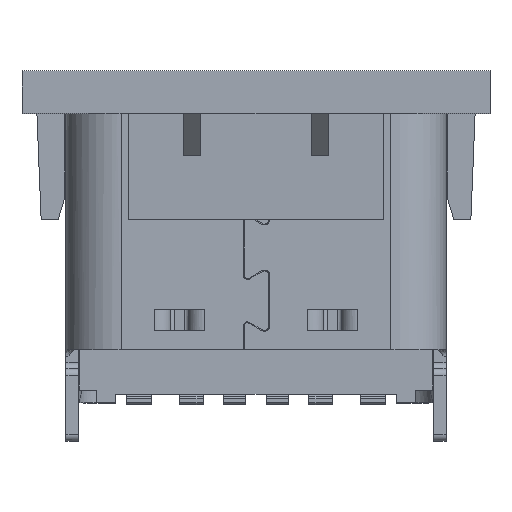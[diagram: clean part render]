
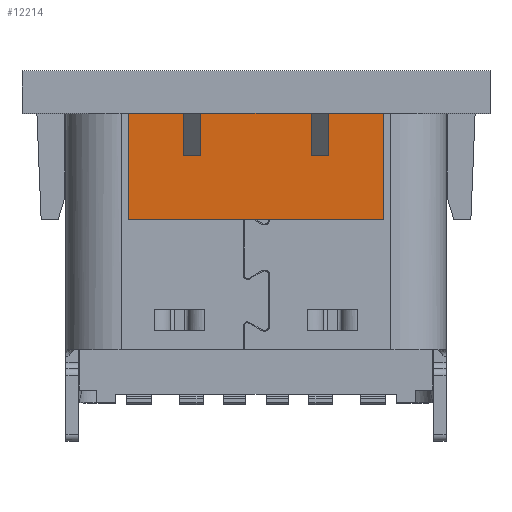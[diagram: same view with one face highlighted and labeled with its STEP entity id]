
A CAD part, top view. The second image highlights one B-rep face of the part: STEP entity #12214.
In plain terms, the highlighted free-form (B-spline) face has degree [1, 1] with [2, 2] control points.
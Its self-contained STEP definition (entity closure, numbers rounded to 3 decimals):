
#44 = CARTESIAN_POINT ( 'NONE',  ( 1.7, 2.217, -0.333 ) ) ;
#427 = CARTESIAN_POINT ( 'NONE',  ( -3., 2.23, 0. ) ) ;
#501 = EDGE_CURVE ( 'NONE', #12518, #16526, #6702, .T. ) ;
#645 = CARTESIAN_POINT ( 'NONE',  ( -1.3, 2.217, -0.333 ) ) ;
#1146 = VERTEX_POINT ( 'NONE', #1372 ) ;
#1261 = CARTESIAN_POINT ( 'NONE',  ( 3., 2.13, -2.5 ) ) ;
#1340 = ORIENTED_EDGE ( 'NONE', *, *, #13376, .F. ) ;
#1372 = CARTESIAN_POINT ( 'NONE',  ( 3., 2.23, 0. ) ) ;
#1568 = EDGE_CURVE ( 'NONE', #15779, #11502, #6939, .T. ) ;
#1649 = B_SPLINE_CURVE_WITH_KNOTS ( 'NONE', 3,
 ( #3584, #18369, #16865, #5318 ),
 .UNSPECIFIED., .F., .F.,
 ( 4, 4 ),
 ( 0., 1. ),
 .UNSPECIFIED. ) ;
#2273 = CARTESIAN_POINT ( 'NONE',  ( 3., 2.13, -2.5 ) ) ;
#2594 = EDGE_LOOP ( 'NONE', ( #17803, #7780, #15586, #1340, #6741, #17047, #18590, #4632, #18995, #17850, #9724, #16732 ) ) ;
#2683 = VERTEX_POINT ( 'NONE', #2789 ) ;
#2686 = EDGE_CURVE ( 'NONE', #10901, #7274, #20703, .T. ) ;
#2789 = CARTESIAN_POINT ( 'NONE',  ( -1.7, 2.23, 0. ) ) ;
#3039 = CARTESIAN_POINT ( 'NONE',  ( -1.7, 2.19, -1. ) ) ;
#3402 = CARTESIAN_POINT ( 'NONE',  ( 1.7, 2.203, -0.667 ) ) ;
#3584 = CARTESIAN_POINT ( 'NONE',  ( -1.7, 2.19, -1. ) ) ;
#3682 = CARTESIAN_POINT ( 'NONE',  ( 1.3, 2.19, -1. ) ) ;
#3722 = CARTESIAN_POINT ( 'NONE',  ( -3., 2.13, -2.5 ) ) ;
#3903 = B_SPLINE_CURVE_WITH_KNOTS ( 'NONE', 3,
 ( #9918, #16675, #6655, #19815 ),
 .UNSPECIFIED., .F., .F.,
 ( 4, 4 ),
 ( 0., 1. ),
 .UNSPECIFIED. ) ;
#4146 = VERTEX_POINT ( 'NONE', #2273 ) ;
#4632 = ORIENTED_EDGE ( 'NONE', *, *, #7663, .F. ) ;
#4881 = CARTESIAN_POINT ( 'NONE',  ( 1.3, 2.19, -1. ) ) ;
#4940 = CARTESIAN_POINT ( 'NONE',  ( -3., 2.23, 0. ) ) ;
#4963 = B_SPLINE_CURVE_WITH_KNOTS ( 'NONE', 1,
 ( #17718, #9547 ),
 .UNSPECIFIED., .F., .F.,
 ( 2, 2 ),
 ( 0., 1. ),
 .UNSPECIFIED. ) ;
#5318 = CARTESIAN_POINT ( 'NONE',  ( -1.7, 2.23, 0. ) ) ;
#5361 = CARTESIAN_POINT ( 'NONE',  ( -1.3, 2.23, 0. ) ) ;
#5618 = EDGE_CURVE ( 'NONE', #4146, #10785, #7297, .T. ) ;
#6017 = B_SPLINE_CURVE_WITH_KNOTS ( 'NONE', 3,
 ( #14256, #8023, #7706, #6395 ),
 .UNSPECIFIED., .F., .F.,
 ( 4, 4 ),
 ( 0., 1. ),
 .UNSPECIFIED. ) ;
#6395 = CARTESIAN_POINT ( 'NONE',  ( 1.3, 2.23, 0. ) ) ;
#6576 = CARTESIAN_POINT ( 'NONE',  ( 3., 2.23, 0. ) ) ;
#6655 = CARTESIAN_POINT ( 'NONE',  ( -3., 2.163, -1.667 ) ) ;
#6702 = B_SPLINE_CURVE_WITH_KNOTS ( 'NONE', 1,
 ( #7977, #13102 ),
 .UNSPECIFIED., .F., .F.,
 ( 2, 2 ),
 ( 0., 1. ),
 .UNSPECIFIED. ) ;
#6741 = ORIENTED_EDGE ( 'NONE', *, *, #17050, .F. ) ;
#6785 = EDGE_CURVE ( 'NONE', #7274, #12518, #18618, .T. ) ;
#6939 = B_SPLINE_CURVE_WITH_KNOTS ( 'NONE', 3,
 ( #17983, #44, #3402, #11471 ),
 .UNSPECIFIED., .F., .F.,
 ( 4, 4 ),
 ( 0., 1. ),
 .UNSPECIFIED. ) ;
#6941 = CARTESIAN_POINT ( 'NONE',  ( 1.7, 2.19, -1. ) ) ;
#7274 = VERTEX_POINT ( 'NONE', #5361 ) ;
#7297 = B_SPLINE_CURVE_WITH_KNOTS ( 'NONE', 1,
 ( #20419, #15548 ),
 .UNSPECIFIED., .F., .F.,
 ( 2, 2 ),
 ( 0., 1. ),
 .UNSPECIFIED. ) ;
#7323 = CARTESIAN_POINT ( 'NONE',  ( -1.3, 2.19, -1. ) ) ;
#7663 = EDGE_CURVE ( 'NONE', #2683, #15537, #20626, .T. ) ;
#7706 = CARTESIAN_POINT ( 'NONE',  ( 1.3, 2.217, -0.333 ) ) ;
#7780 = ORIENTED_EDGE ( 'NONE', *, *, #8077, .F. ) ;
#7977 = CARTESIAN_POINT ( 'NONE',  ( -1.3, 2.19, -1. ) ) ;
#8023 = CARTESIAN_POINT ( 'NONE',  ( 1.3, 2.203, -0.667 ) ) ;
#8077 = EDGE_CURVE ( 'NONE', #11502, #8099, #8683, .T. ) ;
#8099 = VERTEX_POINT ( 'NONE', #4881 ) ;
#8193 = B_SPLINE_CURVE_WITH_KNOTS ( 'NONE', 3,
 ( #11736, #11515, #9864, #18125 ),
 .UNSPECIFIED., .F., .F.,
 ( 4, 4 ),
 ( 0., 1. ),
 .UNSPECIFIED. ) ;
#8194 = B_SPLINE_SURFACE_WITH_KNOTS ( 'NONE', 1, 1, ( 
 ( #4940, #6576 ),
 ( #16185, #1261 ) ),
 .UNSPECIFIED., .F., .F., .F.,
 ( 2, 2 ),
 ( 2, 2 ),
 ( 0., 1. ),
 ( 0., 1. ),
 .UNSPECIFIED. ) ;
#8683 = B_SPLINE_CURVE_WITH_KNOTS ( 'NONE', 1,
 ( #6941, #3682 ),
 .UNSPECIFIED., .F., .F.,
 ( 2, 2 ),
 ( 0., 1. ),
 .UNSPECIFIED. ) ;
#9547 = CARTESIAN_POINT ( 'NONE',  ( 1.7, 2.23, 0. ) ) ;
#9620 = CARTESIAN_POINT ( 'NONE',  ( 1.7, 2.23, 0. ) ) ;
#9724 = ORIENTED_EDGE ( 'NONE', *, *, #6785, .F. ) ;
#9864 = CARTESIAN_POINT ( 'NONE',  ( 3., 2.197, -0.833 ) ) ;
#9918 = CARTESIAN_POINT ( 'NONE',  ( -3., 2.23, 0. ) ) ;
#10785 = VERTEX_POINT ( 'NONE', #3722 ) ;
#10901 = VERTEX_POINT ( 'NONE', #11368 ) ;
#11368 = CARTESIAN_POINT ( 'NONE',  ( 1.3, 2.23, 0. ) ) ;
#11471 = CARTESIAN_POINT ( 'NONE',  ( 1.7, 2.19, -1. ) ) ;
#11502 = VERTEX_POINT ( 'NONE', #21225 ) ;
#11515 = CARTESIAN_POINT ( 'NONE',  ( 3., 2.163, -1.667 ) ) ;
#11559 = EDGE_CURVE ( 'NONE', #15537, #10785, #3903, .T. ) ;
#11572 = CARTESIAN_POINT ( 'NONE',  ( -1.7, 2.23, 0. ) ) ;
#11736 = CARTESIAN_POINT ( 'NONE',  ( 3., 2.13, -2.5 ) ) ;
#12179 = CARTESIAN_POINT ( 'NONE',  ( -1.3, 2.23, 0. ) ) ;
#12214 = ADVANCED_FACE ( 'NONE', ( #18102 ), #8194, .F. ) ;
#12518 = VERTEX_POINT ( 'NONE', #7323 ) ;
#13102 = CARTESIAN_POINT ( 'NONE',  ( -1.7, 2.19, -1. ) ) ;
#13376 = EDGE_CURVE ( 'NONE', #1146, #15779, #4963, .T. ) ;
#13383 = EDGE_CURVE ( 'NONE', #8099, #10901, #6017, .T. ) ;
#14256 = CARTESIAN_POINT ( 'NONE',  ( 1.3, 2.19, -1. ) ) ;
#15537 = VERTEX_POINT ( 'NONE', #427 ) ;
#15548 = CARTESIAN_POINT ( 'NONE',  ( -3., 2.13, -2.5 ) ) ;
#15554 = CARTESIAN_POINT ( 'NONE',  ( -1.3, 2.203, -0.667 ) ) ;
#15586 = ORIENTED_EDGE ( 'NONE', *, *, #1568, .F. ) ;
#15779 = VERTEX_POINT ( 'NONE', #9620 ) ;
#16185 = CARTESIAN_POINT ( 'NONE',  ( -3., 2.13, -2.5 ) ) ;
#16480 = CARTESIAN_POINT ( 'NONE',  ( -1.3, 2.23, 0. ) ) ;
#16526 = VERTEX_POINT ( 'NONE', #3039 ) ;
#16675 = CARTESIAN_POINT ( 'NONE',  ( -3., 2.197, -0.833 ) ) ;
#16732 = ORIENTED_EDGE ( 'NONE', *, *, #2686, .F. ) ;
#16865 = CARTESIAN_POINT ( 'NONE',  ( -1.7, 2.217, -0.333 ) ) ;
#17047 = ORIENTED_EDGE ( 'NONE', *, *, #5618, .T. ) ;
#17050 = EDGE_CURVE ( 'NONE', #4146, #1146, #8193, .T. ) ;
#17056 = CARTESIAN_POINT ( 'NONE',  ( -1.3, 2.19, -1. ) ) ;
#17718 = CARTESIAN_POINT ( 'NONE',  ( 3., 2.23, 0. ) ) ;
#17803 = ORIENTED_EDGE ( 'NONE', *, *, #13383, .F. ) ;
#17850 = ORIENTED_EDGE ( 'NONE', *, *, #501, .F. ) ;
#17862 = EDGE_CURVE ( 'NONE', #16526, #2683, #1649, .T. ) ;
#17983 = CARTESIAN_POINT ( 'NONE',  ( 1.7, 2.23, 0. ) ) ;
#18102 = FACE_OUTER_BOUND ( 'NONE', #2594, .T. ) ;
#18125 = CARTESIAN_POINT ( 'NONE',  ( 3., 2.23, 0. ) ) ;
#18300 = CARTESIAN_POINT ( 'NONE',  ( 1.3, 2.23, 0. ) ) ;
#18369 = CARTESIAN_POINT ( 'NONE',  ( -1.7, 2.203, -0.667 ) ) ;
#18590 = ORIENTED_EDGE ( 'NONE', *, *, #11559, .F. ) ;
#18618 = B_SPLINE_CURVE_WITH_KNOTS ( 'NONE', 3,
 ( #12179, #645, #15554, #17056 ),
 .UNSPECIFIED., .F., .F.,
 ( 4, 4 ),
 ( 0., 1. ),
 .UNSPECIFIED. ) ;
#18995 = ORIENTED_EDGE ( 'NONE', *, *, #17862, .F. ) ;
#19815 = CARTESIAN_POINT ( 'NONE',  ( -3., 2.13, -2.5 ) ) ;
#20232 = CARTESIAN_POINT ( 'NONE',  ( -3., 2.23, 0. ) ) ;
#20419 = CARTESIAN_POINT ( 'NONE',  ( 3., 2.13, -2.5 ) ) ;
#20626 = B_SPLINE_CURVE_WITH_KNOTS ( 'NONE', 1,
 ( #11572, #20232 ),
 .UNSPECIFIED., .F., .F.,
 ( 2, 2 ),
 ( 0., 1. ),
 .UNSPECIFIED. ) ;
#20703 = B_SPLINE_CURVE_WITH_KNOTS ( 'NONE', 1,
 ( #18300, #16480 ),
 .UNSPECIFIED., .F., .F.,
 ( 2, 2 ),
 ( 0., 1. ),
 .UNSPECIFIED. ) ;
#21225 = CARTESIAN_POINT ( 'NONE',  ( 1.7, 2.19, -1. ) ) ;
